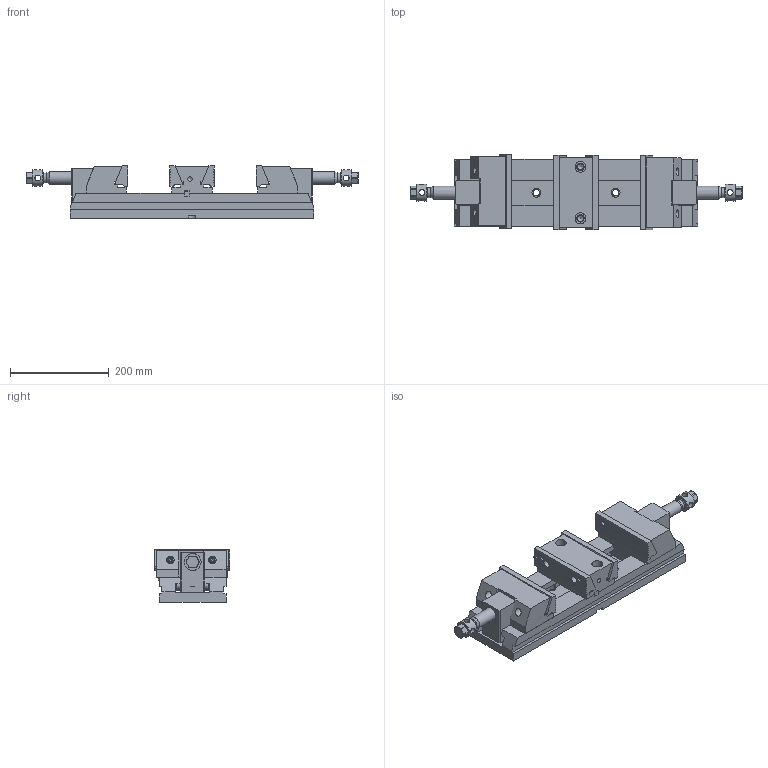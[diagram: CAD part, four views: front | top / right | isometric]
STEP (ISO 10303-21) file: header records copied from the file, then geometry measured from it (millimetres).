
FILE_DESCRIPTION(/* description */ (''),/* implementation_level */ '2;1');
FILE_NAME(/* name */ '30_150D_Mordaza.stp',/* time_stamp */ '2014-04-14T18:56:12+02:00',/* author */ (''),/* organization */ (''),/* preprocessor_version */ 'ST-DEVELOPER v15',/* originating_system */ 'SIEMENS PLM Software NX 9.0',/* authorisation */ '');
FILE_SCHEMA (('CONFIG_CONTROL_DESIGN'));
Length unit declared in the file: millimetre
Products named in the file (2): 30150070 Montaje Taco Hus; 30_150D_Mordaza
Assembly tree (1 placements, depth 2):
  30_150D_Mordaza
    30150070 Montaje Taco Hus
Bounding box: 671 x 152.5 x 106.95 mm (x, y, z)
Volume: 4535203.3 mm3; surface area: 664585.8 mm2
Topology: 21 solids, 21 shells, 748 faces, 2058 edges, 1360 vertices
Faces by surface type: plane 506, cylinder 154, cone 58, torus 18, sphere 12
Full cylindrical faces by diameter (mm): 4.351 x2, 5.188 x4, 6.985 x8, 8.782 x8, 9 x4, 9.5 x4, 10 x4, 10.579 x4, 10.782 x2, 12 x8, 12.376 x2, 13 x8, 15 x10, 16 x4, 16.5 x2, 18 x2, 19 x6, 20 x6, 21.25 x2, 22 x2, 26 x2, 30 x4, 33.8 x2, 34 x6
Entity records: 22793 total; most frequent: CARTESIAN_POINT 4532, DIRECTION 3702, ORIENTED_EDGE 3516, EDGE_CURVE 1758, AXIS2_PLACEMENT_3D 1274, VERTEX_POINT 1264, LINE 1154, VECTOR 1154
